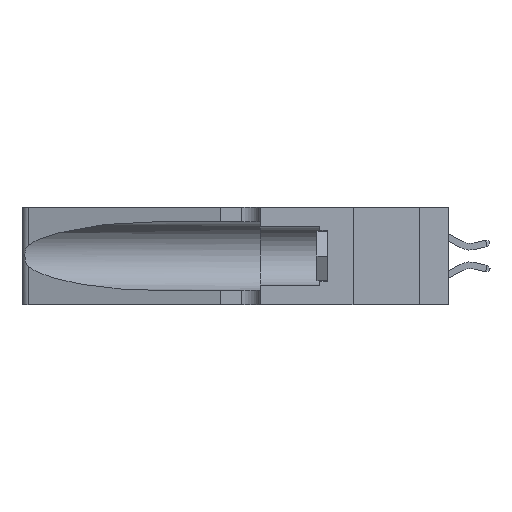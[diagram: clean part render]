
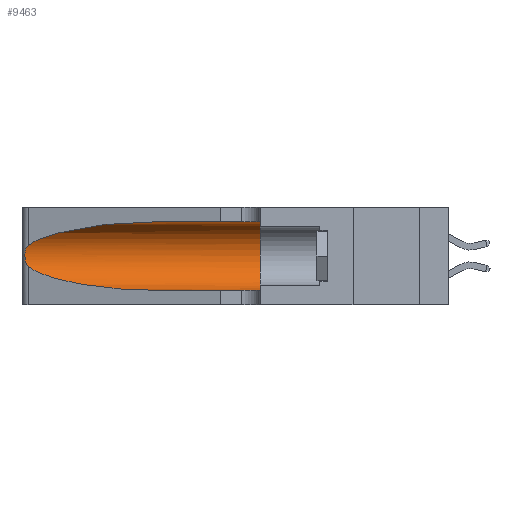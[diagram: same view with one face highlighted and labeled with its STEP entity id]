
A CAD part, left-side view. The second image highlights one B-rep face of the part: STEP entity #9463.
In plain terms, the highlighted cylindrical face has radius 3.308 mm (diameter 6.617 mm), a partial arc.
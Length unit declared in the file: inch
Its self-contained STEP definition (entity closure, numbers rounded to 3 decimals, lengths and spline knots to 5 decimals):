
#835 = CARTESIAN_POINT ( 'NONE',  ( 0.25555, 1.22994, 0.2215 ) ) ;
#934 = CARTESIAN_POINT ( 'NONE',  ( 0.25787, 1.23484, 0.2124 ) ) ;
#2206 = VERTEX_POINT ( 'NONE', #3225 ) ;
#2213 = CARTESIAN_POINT ( 'NONE',  ( 0.1305, 0.35, 0.31525 ) ) ;
#3117 = FACE_OUTER_BOUND ( 'NONE', #20151, .T. ) ;
#3186 = CARTESIAN_POINT ( 'NONE',  ( 0.26018, 1.23835, 0.19895 ) ) ;
#3225 = CARTESIAN_POINT ( 'NONE',  ( 0.1305, 0.35, 0.05475 ) ) ;
#3462 = ORIENTED_EDGE ( 'NONE', *, *, #13276, .T. ) ;
#3485 = CARTESIAN_POINT ( 'NONE',  ( 0.25487, 1.22718, 0.14631 ) ) ;
#3686 =( BOUNDED_CURVE ( )  B_SPLINE_CURVE ( 3, ( #3485, #16538, #27516, #14455 ),
 .UNSPECIFIED., .F., .T. ) 
 B_SPLINE_CURVE_WITH_KNOTS ( ( 4, 4 ),
 ( 3.44316, 4.71239 ),
 .UNSPECIFIED. ) 
 CURVE ( )  GEOMETRIC_REPRESENTATION_ITEM ( )  RATIONAL_B_SPLINE_CURVE ( ( 1., 0.87, 0.87, 1. ) ) 
 REPRESENTATION_ITEM ( '' )  );
#3752 = CARTESIAN_POINT ( 'NONE',  ( 0.1305, 1.61858, 0.185 ) ) ;
#4542 = CARTESIAN_POINT ( 'NONE',  ( 0.25487, 1.22718, 0.22369 ) ) ;
#5395 = CARTESIAN_POINT ( 'NONE',  ( 0.26075, 1.23896, 0.178 ) ) ;
#6089 = CARTESIAN_POINT ( 'NONE',  ( 0.1305, 0.72297, 0.31525 ) ) ;
#6170 = VERTEX_POINT ( 'NONE', #2213 ) ;
#6225 = ORIENTED_EDGE ( 'NONE', *, *, #12204, .F. ) ;
#7587 = CARTESIAN_POINT ( 'NONE',  ( 0.25856, 1.23593, 0.16098 ) ) ;
#7707 = CARTESIAN_POINT ( 'NONE',  ( 0.1305, 0.35, 0.185 ) ) ;
#8180 = VERTEX_POINT ( 'NONE', #17148 ) ;
#8760 = B_SPLINE_CURVE_WITH_KNOTS ( 'NONE', 3,
 ( #24848, #835, #14070, #934, #16264, #3186, #18450, #5395, #20612, #7587, #22839, #9803, #25027, #11987 ),
 .UNSPECIFIED., .F., .F.,
 ( 4, 2, 2, 2, 2, 2, 4 ),
 ( 0., 0.00027, 0.00053, 0.00107, 0.0016, 0.00187, 0.00214 ),
 .UNSPECIFIED. ) ;
#9463 = ADVANCED_FACE ( 'NONE', ( #3117 ), #19828, .F. ) ;
#9803 = CARTESIAN_POINT ( 'NONE',  ( 0.25639, 1.23186, 0.15144 ) ) ;
#9924 = DIRECTION ( 'NONE',  ( 0., 0., 1. ) ) ;
#10262 = CARTESIAN_POINT ( 'NONE',  ( 0.1305, 0.72297, 0.05475 ) ) ;
#11701 = EDGE_CURVE ( 'NONE', #13018, #2206, #17643, .T. ) ;
#11987 = CARTESIAN_POINT ( 'NONE',  ( 0.25487, 1.22718, 0.14631 ) ) ;
#12204 = EDGE_CURVE ( 'NONE', #6170, #2206, #16275, .T. ) ;
#12547 = DIRECTION ( 'NONE',  ( 0., 0., -1. ) ) ;
#12601 = VERTEX_POINT ( 'NONE', #4542 ) ;
#12684 = CARTESIAN_POINT ( 'NONE',  ( 0.2373, 1.15595, 0.28018 ) ) ;
#12909 = CARTESIAN_POINT ( 'NONE',  ( 0.25487, 1.22718, 0.14631 ) ) ;
#13018 = VERTEX_POINT ( 'NONE', #10262 ) ;
#13276 = EDGE_CURVE ( 'NONE', #8180, #12601, #23957, .T. ) ;
#13847 = LINE ( 'NONE', #22431, #24760 ) ;
#14070 = CARTESIAN_POINT ( 'NONE',  ( 0.25639, 1.23184, 0.21858 ) ) ;
#14293 = AXIS2_PLACEMENT_3D ( 'NONE', #7707, #22949, #9924 ) ;
#14455 = CARTESIAN_POINT ( 'NONE',  ( 0.1305, 0.72297, 0.05475 ) ) ;
#14724 = DIRECTION ( 'NONE',  ( 0., -1., 0. ) ) ;
#16263 = AXIS2_PLACEMENT_3D ( 'NONE', #3752, #14724, #12547 ) ;
#16264 = CARTESIAN_POINT ( 'NONE',  ( 0.25854, 1.2359, 0.20912 ) ) ;
#16275 = CIRCLE ( 'NONE', #14293, 0.13025 ) ;
#16538 = CARTESIAN_POINT ( 'NONE',  ( 0.2373, 1.15595, 0.08982 ) ) ;
#17148 = CARTESIAN_POINT ( 'NONE',  ( 0.1305, 0.72297, 0.31525 ) ) ;
#17643 = LINE ( 'NONE', #25166, #22077 ) ;
#18450 = CARTESIAN_POINT ( 'NONE',  ( 0.26075, 1.23896, 0.19203 ) ) ;
#18550 = ORIENTED_EDGE ( 'NONE', *, *, #19313, .T. ) ;
#19128 = CARTESIAN_POINT ( 'NONE',  ( 0.18966, 0.96281, 0.31525 ) ) ;
#19258 = ORIENTED_EDGE ( 'NONE', *, *, #11701, .T. ) ;
#19313 = EDGE_CURVE ( 'NONE', #12601, #24031, #8760, .T. ) ;
#19828 = CYLINDRICAL_SURFACE ( 'NONE', #16263, 0.13025 ) ;
#19905 = ORIENTED_EDGE ( 'NONE', *, *, #23586, .F. ) ;
#20151 = EDGE_LOOP ( 'NONE', ( #3462, #18550, #25581, #19258, #6225, #19905 ) ) ;
#20612 = CARTESIAN_POINT ( 'NONE',  ( 0.26017, 1.23833, 0.17102 ) ) ;
#21354 = EDGE_CURVE ( 'NONE', #24031, #13018, #3686, .T. ) ;
#22077 = VECTOR ( 'NONE', #23061, 39.37008 ) ;
#22431 = CARTESIAN_POINT ( 'NONE',  ( 0.1305, 1.61858, 0.31525 ) ) ;
#22839 = CARTESIAN_POINT ( 'NONE',  ( 0.25789, 1.23486, 0.15765 ) ) ;
#22949 = DIRECTION ( 'NONE',  ( 0., 1., 0. ) ) ;
#23061 = DIRECTION ( 'NONE',  ( 0., -1., 0. ) ) ;
#23586 = EDGE_CURVE ( 'NONE', #8180, #6170, #13847, .T. ) ;
#23957 =( BOUNDED_CURVE ( )  B_SPLINE_CURVE ( 3, ( #6089, #19128, #12684, #27911 ),
 .UNSPECIFIED., .F., .F. ) 
 B_SPLINE_CURVE_WITH_KNOTS ( ( 4, 4 ),
 ( 1.5708, 2.84003 ),
 .UNSPECIFIED. ) 
 CURVE ( )  GEOMETRIC_REPRESENTATION_ITEM ( )  RATIONAL_B_SPLINE_CURVE ( ( 1., 0.87, 0.87, 1. ) ) 
 REPRESENTATION_ITEM ( '' )  );
#24031 = VERTEX_POINT ( 'NONE', #12909 ) ;
#24636 = DIRECTION ( 'NONE',  ( 0., -1., 0. ) ) ;
#24760 = VECTOR ( 'NONE', #24636, 39.37008 ) ;
#24848 = CARTESIAN_POINT ( 'NONE',  ( 0.25487, 1.22718, 0.22369 ) ) ;
#25027 = CARTESIAN_POINT ( 'NONE',  ( 0.25555, 1.22993, 0.14849 ) ) ;
#25166 = CARTESIAN_POINT ( 'NONE',  ( 0.1305, 1.61858, 0.05475 ) ) ;
#25581 = ORIENTED_EDGE ( 'NONE', *, *, #21354, .T. ) ;
#27516 = CARTESIAN_POINT ( 'NONE',  ( 0.18966, 0.96281, 0.05475 ) ) ;
#27911 = CARTESIAN_POINT ( 'NONE',  ( 0.25487, 1.22718, 0.22369 ) ) ;
